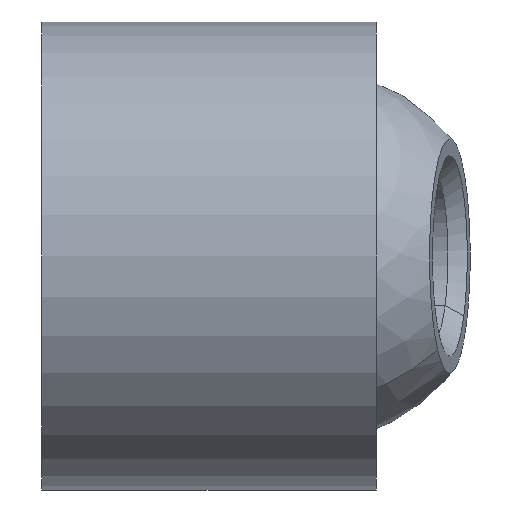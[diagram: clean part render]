
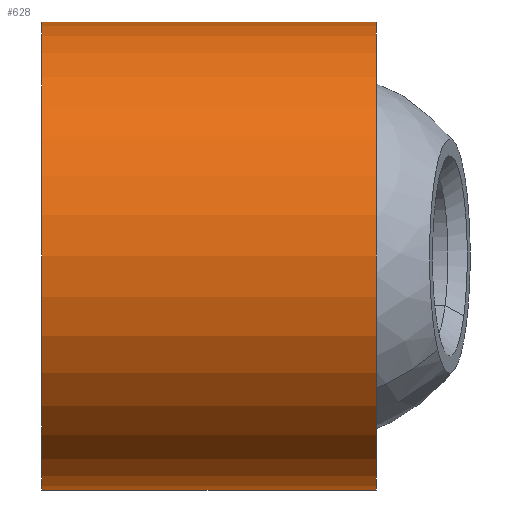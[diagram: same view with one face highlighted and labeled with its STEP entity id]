
A CAD part, front view. The second image highlights one B-rep face of the part: STEP entity #628.
In plain terms, the highlighted cylindrical face has radius 7 mm (diameter 14 mm), a partial arc.
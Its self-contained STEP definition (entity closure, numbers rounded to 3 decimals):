
#23 = CARTESIAN_POINT ( 'NONE',  ( -19.68, 0., 7. ) ) ;
#26 = CARTESIAN_POINT ( 'NONE',  ( 0., 0., -7. ) ) ;
#32 = VERTEX_POINT ( 'NONE', #171 ) ;
#42 = CARTESIAN_POINT ( 'NONE',  ( -19.68, 0., -7. ) ) ;
#64 = LINE ( 'NONE', #42, #503 ) ;
#77 = CIRCLE ( 'NONE', #524, 7. ) ;
#79 = CARTESIAN_POINT ( 'NONE',  ( 0., 0., 0. ) ) ;
#95 = AXIS2_PLACEMENT_3D ( 'NONE', #341, #213, #475 ) ;
#98 = DIRECTION ( 'NONE',  ( -1., 0., 0. ) ) ;
#171 = CARTESIAN_POINT ( 'NONE',  ( 0., 0., 7. ) ) ;
#196 = AXIS2_PLACEMENT_3D ( 'NONE', #405, #535, #542 ) ;
#197 = DIRECTION ( 'NONE',  ( 0., 0., 1. ) ) ;
#202 = ORIENTED_EDGE ( 'NONE', *, *, #365, .F. ) ;
#207 = ORIENTED_EDGE ( 'NONE', *, *, #565, .F. ) ;
#213 = DIRECTION ( 'NONE',  ( -1., 0., 0. ) ) ;
#214 = EDGE_CURVE ( 'NONE', #32, #401, #529, .T. ) ;
#219 = CIRCLE ( 'NONE', #196, 7. ) ;
#257 = VERTEX_POINT ( 'NONE', #657 ) ;
#305 = VERTEX_POINT ( 'NONE', #26 ) ;
#325 = CARTESIAN_POINT ( 'NONE',  ( -10., 0., 7. ) ) ;
#341 = CARTESIAN_POINT ( 'NONE',  ( -19.68, 0., 0. ) ) ;
#365 = EDGE_CURVE ( 'NONE', #305, #257, #64, .T. ) ;
#368 = CYLINDRICAL_SURFACE ( 'NONE', #95, 7. ) ;
#401 = VERTEX_POINT ( 'NONE', #325 ) ;
#402 = DIRECTION ( 'NONE',  ( -1., 0., 0. ) ) ;
#403 = VECTOR ( 'NONE', #402, 1000. ) ;
#405 = CARTESIAN_POINT ( 'NONE',  ( -10., 0., 0. ) ) ;
#424 = ORIENTED_EDGE ( 'NONE', *, *, #532, .T. ) ;
#475 = DIRECTION ( 'NONE',  ( 0., 0., 1. ) ) ;
#476 = ORIENTED_EDGE ( 'NONE', *, *, #214, .T. ) ;
#503 = VECTOR ( 'NONE', #98, 1000. ) ;
#524 = AXIS2_PLACEMENT_3D ( 'NONE', #79, #665, #197 ) ;
#529 = LINE ( 'NONE', #23, #403 ) ;
#532 = EDGE_CURVE ( 'NONE', #305, #32, #77, .T. ) ;
#535 = DIRECTION ( 'NONE',  ( -1., 0., 0. ) ) ;
#542 = DIRECTION ( 'NONE',  ( 0., 0., 1. ) ) ;
#554 = EDGE_LOOP ( 'NONE', ( #202, #424, #476, #207 ) ) ;
#565 = EDGE_CURVE ( 'NONE', #257, #401, #219, .T. ) ;
#628 = ADVANCED_FACE ( 'NONE', ( #648 ), #368, .T. ) ;
#648 = FACE_OUTER_BOUND ( 'NONE', #554, .T. ) ;
#657 = CARTESIAN_POINT ( 'NONE',  ( -10., 0., -7. ) ) ;
#665 = DIRECTION ( 'NONE',  ( -1., 0., 0. ) ) ;
